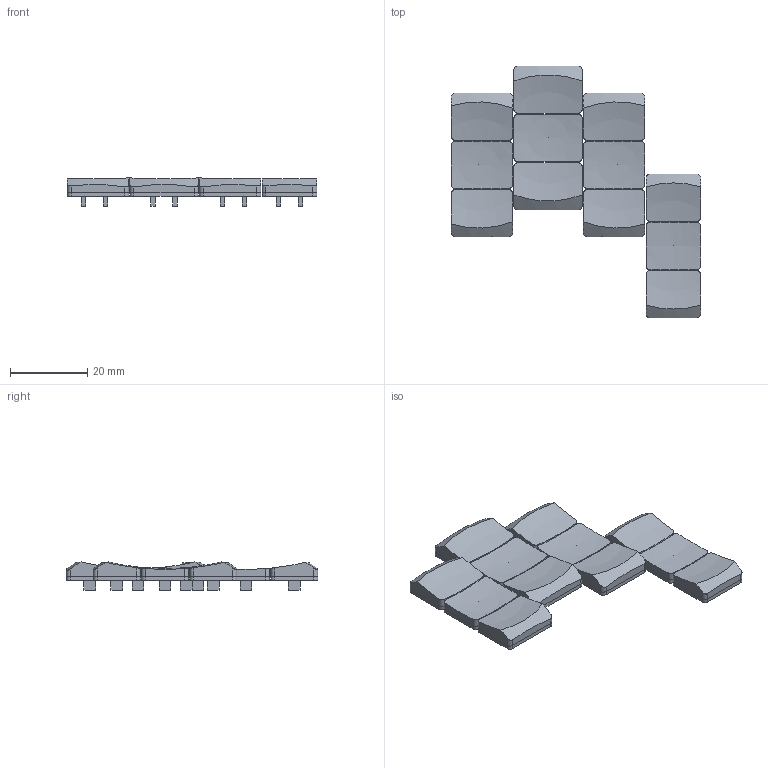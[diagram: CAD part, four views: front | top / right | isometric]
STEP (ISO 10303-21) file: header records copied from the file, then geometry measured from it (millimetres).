
FILE_DESCRIPTION(('Open CASCADE Model'),'2;1');
FILE_NAME('Open CASCADE Shape Model','2023-02-19T22:18:37',('Author'),( 'Open CASCADE'),'Open CASCADE STEP processor 7.6','Open CASCADE 7.6' ,'Unknown');
FILE_SCHEMA(('AUTOMOTIVE_DESIGN { 1 0 10303 214 1 1 1 1 }'));
Length unit declared in the file: millimetre
Products named in the file (3): CQ assembly; a614032c-b0d5-11ed-84f2-7c67a220b3cc; a614032c-b0d5-11ed-84f2-7c67a220b3cc_part
Assembly tree (2 placements, depth 3):
  CQ assembly
    a614032c-b0d5-11ed-84f2-7c67a220b3cc
      a614032c-b0d5-11ed-84f2-7c67a220b3cc_part
Bounding box: 64.7 x 65.2 x 7.31 mm (x, y, z)
Volume: 6386 mm3; surface area: 8222.3 mm2
Topology: 12 solids, 12 shells, 548 faces, 1380 edges, 888 vertices
Faces by surface type: plane 384, cylinder 144, sphere 20
Entity records: 38854 total; most frequent: CARTESIAN_POINT 10907, DIRECTION 5202, LINE 3416, VECTOR 3416, ORIENTED_EDGE 2752, PCURVE 2752, DEFINITIONAL_REPRESENTATION 2752, EDGE_CURVE 1376
